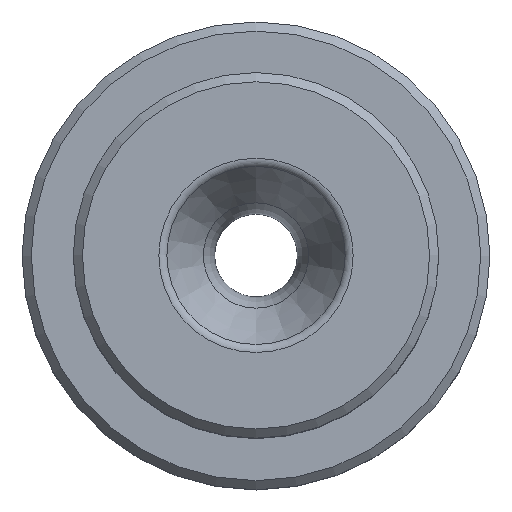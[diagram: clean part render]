
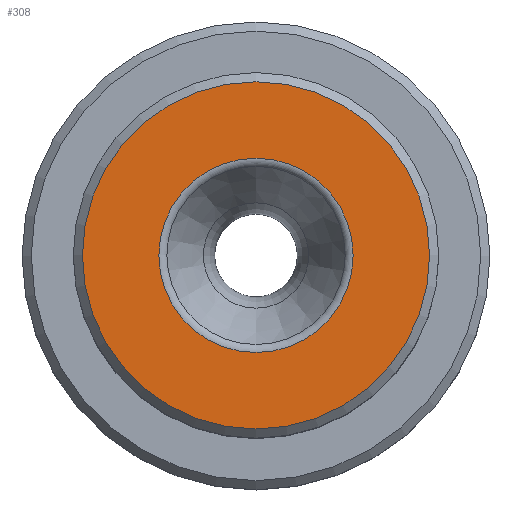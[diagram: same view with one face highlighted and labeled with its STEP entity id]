
A CAD part, top view. The second image highlights one B-rep face of the part: STEP entity #308.
In plain terms, the highlighted planar face has unit normal (0, 0, 1).
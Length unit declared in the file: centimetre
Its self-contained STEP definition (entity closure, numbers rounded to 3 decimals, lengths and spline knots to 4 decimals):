
#104=PLANE('',#338);
#128=VERTEX_POINT('',#456);
#130=VERTEX_POINT('',#461);
#148=CIRCLE('',#336,1.8925);
#150=CIRCLE('',#339,1.0591);
#168=EDGE_CURVE('',#128,#128,#148,.T.);
#170=EDGE_CURVE('',#130,#130,#150,.T.);
#196=ORIENTED_EDGE('',*,*,#170,.F.);
#197=ORIENTED_EDGE('',*,*,#168,.F.);
#236=EDGE_LOOP('',(#196));
#237=EDGE_LOOP('',(#197));
#276=FACE_BOUND('',#236,.T.);
#277=FACE_BOUND('',#237,.T.);
#308=ADVANCED_FACE('',(#276,#277),#104,.T.);
#336=AXIS2_PLACEMENT_3D('',#455,#389,#390);
#338=AXIS2_PLACEMENT_3D('',#459,#393,$);
#339=AXIS2_PLACEMENT_3D('',#460,#394,#395);
#389=DIRECTION('',(0.,0.,-1.));
#390=DIRECTION('',(-1.893,0.,0.));
#393=DIRECTION('',(0.,0.,1.));
#394=DIRECTION('',(0.,0.,1.));
#395=DIRECTION('',(0.,-1.059,0.));
#455=CARTESIAN_POINT('',(0.,0.,4.5));
#456=CARTESIAN_POINT('',(1.8925,0.,4.5));
#459=CARTESIAN_POINT('',(0.,0.,4.5));
#460=CARTESIAN_POINT('',(0.,0.,4.5));
#461=CARTESIAN_POINT('',(0.,1.0591,4.5));
